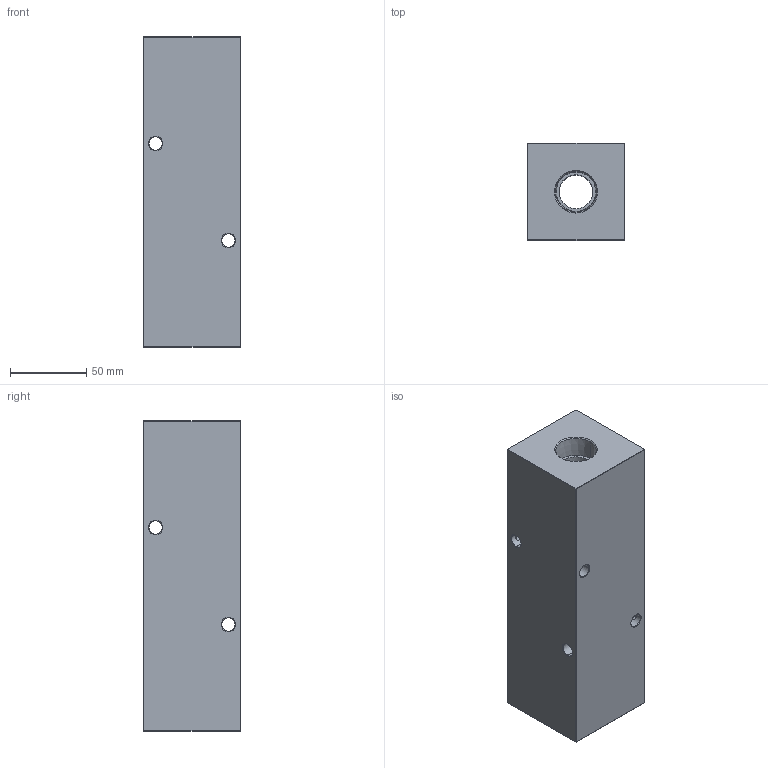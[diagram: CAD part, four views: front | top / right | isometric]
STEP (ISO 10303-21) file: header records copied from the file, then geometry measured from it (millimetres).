
FILE_DESCRIPTION (( 'STEP AP214' ), '1' );
FILE_NAME ('HM-3-0-P-12-6.STEP', '2020-02-28T20:17:01', ( '' ), ( '' ), 'SwSTEP 2.0', 'SolidWorks 2019', '' );
FILE_SCHEMA (( 'AUTOMOTIVE_DESIGN' ));
Length unit declared in the file: inch
Products named in the file (1): HM-3-0-P-12-6
Bounding box: 63.5 x 63.5 x 203.2 mm (x, y, z)
Volume: 709580.9 mm3; surface area: 81216.7 mm2
Topology: 1 solids, 1 shells, 482 faces, 1260 edges, 822 vertices
Faces by surface type: plane 240, bspline 188, cone 30, cylinder 24
Entity records: 30002 total; most frequent: CARTESIAN_POINT 13371, ORIENTED_EDGE 2520, DIRECTION 1526, EDGE_CURVE 1260, VERTEX_POINT 822, VECTOR 788, LINE 788, EDGE_LOOP 544
